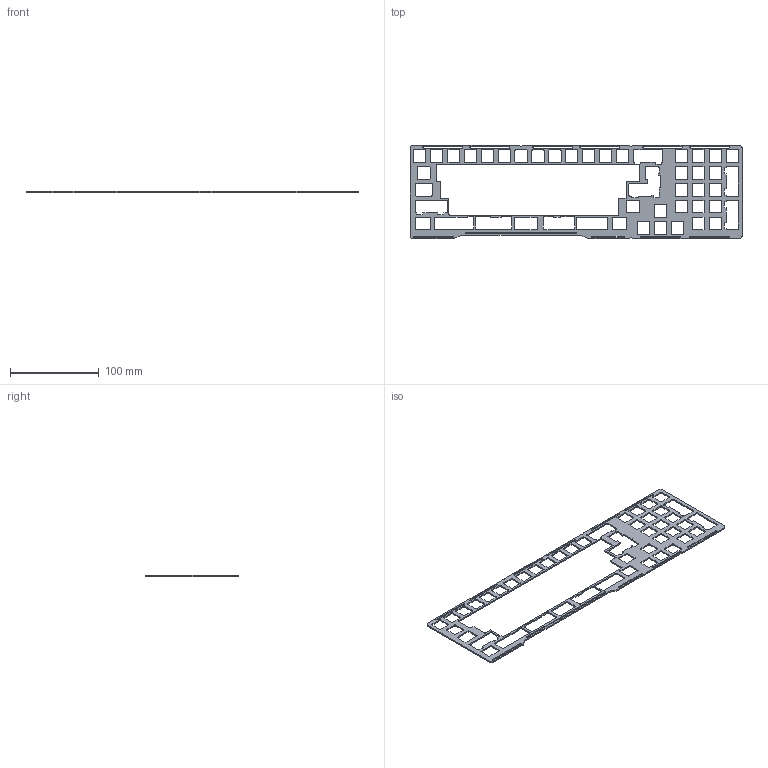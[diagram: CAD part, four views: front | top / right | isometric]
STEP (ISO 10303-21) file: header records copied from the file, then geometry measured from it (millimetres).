
FILE_DESCRIPTION(/* description */ (''),/* implementation_level */ '2;1');
FILE_NAME(/* name */ 'Petrichor_V0.1_Universal_Half.step',/* time_stamp */ '2023-08-02T12:40:15+01:00',/* author */ (''),/* organization */ (''),/* preprocessor_version */ 'ST-DEVELOPER v19.2',/* originating_system */ 'Autodesk Translation Framework v11.17.0.187',/* authorisation */ '');
FILE_SCHEMA (('AUTOMOTIVE_DESIGN { 1 0 10303 214 3 1 1 }'));
Length unit declared in the file: millimetre
Products named in the file (1): FusionComponent
Bounding box: 374.43 x 104.95 x 1.5 mm (x, y, z)
Volume: 19742.7 mm3; surface area: 34992.4 mm2
Topology: 1 solids, 1 shells, 579 faces, 1731 edges, 1154 vertices
Faces by surface type: plane 305, cylinder 274
Entity records: 19882 total; most frequent: CARTESIAN_POINT 3465, ORIENTED_EDGE 3462, DIRECTION 3439, EDGE_CURVE 1731, LINE 1183, VECTOR 1183, VERTEX_POINT 1154, AXIS2_PLACEMENT_3D 1128
